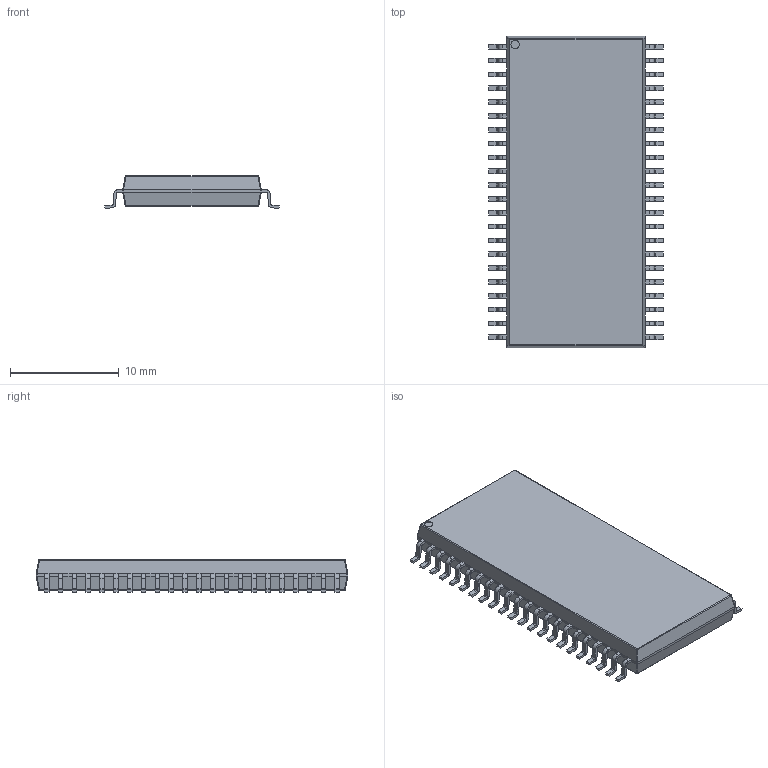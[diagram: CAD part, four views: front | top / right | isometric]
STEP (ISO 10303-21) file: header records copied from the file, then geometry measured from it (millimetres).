
FILE_DESCRIPTION((' '),'2;1');
FILE_NAME( 'SOIC127P1603X300-44N.stp', '2023-07-05T15:57:18', (' '), ('--- Datakit www.datakit.com---'), ' Datakit CrossCadWare V2023.2 Mar 22 2023', 'DATAKIT 2023 (c)', ' ');
FILE_SCHEMA(('AP242_MANAGED_MODEL_BASED_3D_ENGINEERING_MIM_LF { 1 0 10303 442 1 1 4 }'));
Length unit declared in the file: millimetre
Products named in the file (1): SOIC127P1603X300-44N
Bounding box: 16 x 28.6 x 3 mm (x, y, z)
Volume: 1005 mm3; surface area: 1078.9 mm2
Topology: 1 solids, 1 shells, 660 faces, 1779 edges, 1114 vertices
Faces by surface type: plane 455, cylinder 197, sphere 8
Full cylindrical faces by diameter (mm): 0.762 x1
Entity records: 21052 total; most frequent: CARTESIAN_POINT 3553, ORIENTED_EDGE 3540, DIRECTION 3506, EDGE_CURVE 1770, VECTOR 1368, LINE 1368, VERTEX_POINT 1114, AXIS2_PLACEMENT_3D 1069
